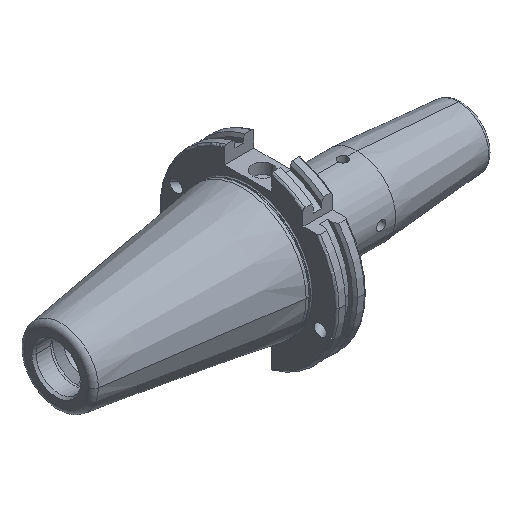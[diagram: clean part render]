
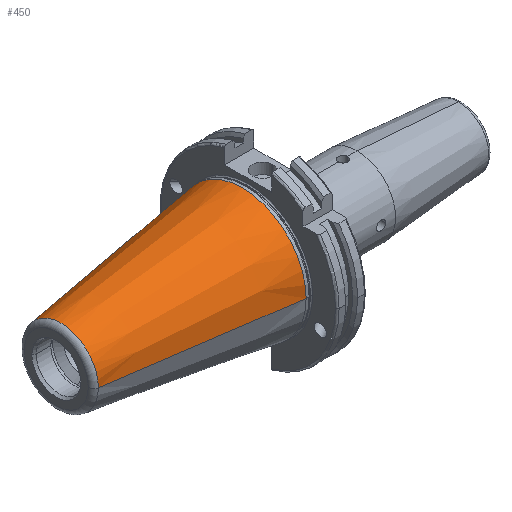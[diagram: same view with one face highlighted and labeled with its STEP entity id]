
A CAD part, isometric view. The second image highlights one B-rep face of the part: STEP entity #450.
In plain terms, the highlighted conical face has half-angle 8.297 degrees and reference radius 34.925 mm.
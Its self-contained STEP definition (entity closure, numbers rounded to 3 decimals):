
#426 = DIRECTION ( 'NONE',  ( 0., -1., 0. ) ) ;
#450 = ADVANCED_FACE ( 'NONE', ( #4223 ), #1643, .T. ) ;
#521 = CARTESIAN_POINT ( 'NONE',  ( -3.2, 0., 0. ) ) ;
#571 = DIRECTION ( 'NONE',  ( -1., 0., 0. ) ) ;
#579 = CIRCLE ( 'NONE', #3719, 34.925 ) ;
#665 = CARTESIAN_POINT ( 'NONE',  ( -3.2, 34.925, 0. ) ) ;
#1116 = ORIENTED_EDGE ( 'NONE', *, *, #4099, .F. ) ;
#1129 = LINE ( 'NONE', #4947, #5014 ) ;
#1204 = DIRECTION ( 'NONE',  ( -1., 0., 0. ) ) ;
#1206 = CARTESIAN_POINT ( 'NONE',  ( -3.2, 0., 0. ) ) ;
#1606 = CIRCLE ( 'NONE', #3004, 20.461 ) ;
#1610 = VERTEX_POINT ( 'NONE', #665 ) ;
#1633 = EDGE_CURVE ( 'NONE', #2018, #1610, #579, .T. ) ;
#1643 = CONICAL_SURFACE ( 'NONE', #2481, 34.925, 0.145 ) ;
#1741 = VECTOR ( 'NONE', #2320, 1000. ) ;
#1997 = DIRECTION ( 'NONE',  ( 1., 0., 0. ) ) ;
#2018 = VERTEX_POINT ( 'NONE', #3169 ) ;
#2141 = ORIENTED_EDGE ( 'NONE', *, *, #3267, .T. ) ;
#2222 = DIRECTION ( 'NONE',  ( 0.99, -0.144, 0. ) ) ;
#2320 = DIRECTION ( 'NONE',  ( 0.99, 0.144, 0. ) ) ;
#2481 = AXIS2_PLACEMENT_3D ( 'NONE', #1206, #1997, #3620 ) ;
#2482 = EDGE_LOOP ( 'NONE', ( #3959, #2141, #4174, #1116 ) ) ;
#2981 = CARTESIAN_POINT ( 'NONE',  ( -102.383, -20.461, 0. ) ) ;
#3004 = AXIS2_PLACEMENT_3D ( 'NONE', #3544, #1204, #3940 ) ;
#3158 = CARTESIAN_POINT ( 'NONE',  ( -102.383, 20.461, 0. ) ) ;
#3169 = CARTESIAN_POINT ( 'NONE',  ( -3.2, -34.925, 0. ) ) ;
#3267 = EDGE_CURVE ( 'NONE', #4408, #2018, #1129, .T. ) ;
#3493 = VERTEX_POINT ( 'NONE', #3158 ) ;
#3511 = CARTESIAN_POINT ( 'NONE',  ( -3.2, 34.925, 0. ) ) ;
#3544 = CARTESIAN_POINT ( 'NONE',  ( -102.383, 0., 0. ) ) ;
#3620 = DIRECTION ( 'NONE',  ( 0., 1., 0. ) ) ;
#3719 = AXIS2_PLACEMENT_3D ( 'NONE', #521, #571, #426 ) ;
#3940 = DIRECTION ( 'NONE',  ( 0., -1., 0. ) ) ;
#3959 = ORIENTED_EDGE ( 'NONE', *, *, #4160, .F. ) ;
#4099 = EDGE_CURVE ( 'NONE', #3493, #1610, #4835, .T. ) ;
#4160 = EDGE_CURVE ( 'NONE', #4408, #3493, #1606, .T. ) ;
#4174 = ORIENTED_EDGE ( 'NONE', *, *, #1633, .T. ) ;
#4223 = FACE_OUTER_BOUND ( 'NONE', #2482, .T. ) ;
#4408 = VERTEX_POINT ( 'NONE', #2981 ) ;
#4835 = LINE ( 'NONE', #3511, #1741 ) ;
#4947 = CARTESIAN_POINT ( 'NONE',  ( -3.2, -34.925, 0. ) ) ;
#5014 = VECTOR ( 'NONE', #2222, 1000. ) ;
